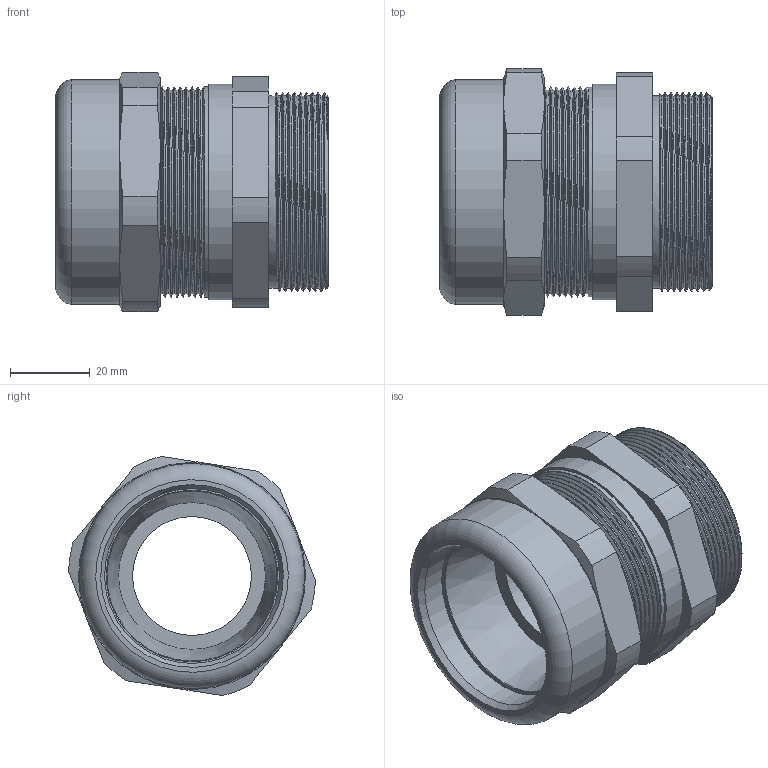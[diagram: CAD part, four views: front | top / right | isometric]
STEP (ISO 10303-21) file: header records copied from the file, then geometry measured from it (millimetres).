
FILE_DESCRIPTION(/* description */ ('RN EX M 50x1,5'),/* implementation_level */ '2;1');
FILE_NAME(/* name */ 'RN50KNP-RST.stp',/* time_stamp */ '2021-12-14T08:34:08+01:00',/* author */ ('sl'),/* organization */ (''),/* preprocessor_version */ 'ST-DEVELOPER v16.5',/* originating_system */ 'Autodesk Inventor 2017',/* authorisation */ '');
FILE_SCHEMA (('AUTOMOTIVE_DESIGN { 1 0 10303 214 3 1 1 }'));
Length unit declared in the file: millimetre
Products named in the file (5): RN50KNP; RN50KNP_1; RN50KNP_2; RN50KNP_3; RN50KNP_4
Assembly tree (4 placements, depth 2):
  RN50KNP
    RN50KNP_1
    RN50KNP_2
    RN50KNP_3
    RN50KNP_4
Bounding box: 68.48 x 61.99 x 60.07 mm (x, y, z)
Volume: 82102 mm3; surface area: 45086.2 mm2
Topology: 4 solids, 4 shells, 118 faces, 287 edges, 184 vertices
Faces by surface type: cylinder 56, plane 30, cone 22, bspline 6, torus 4
Full cylindrical faces by diameter (mm): 29.83 x1, 37 x1, 43.9 x1, 47.45 x1, 47.63 x1, 48 x1, 48.298 x9, 49.94 x1, 51.7 x10, 52.74 x10, 54.09 x1, 56.52 x1
Entity records: 7972 total; most frequent: CARTESIAN_POINT 6038, DIRECTION 388, ORIENTED_EDGE 336, AXIS2_PLACEMENT_3D 176, EDGE_CURVE 168, EDGE_LOOP 130, VERTEX_POINT 120, FACE_OUTER_BOUND 89
